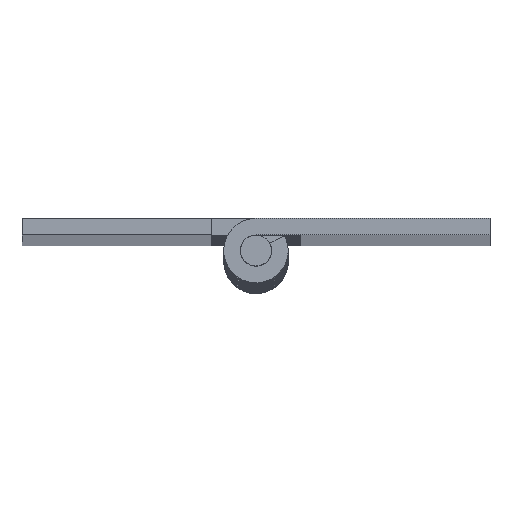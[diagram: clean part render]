
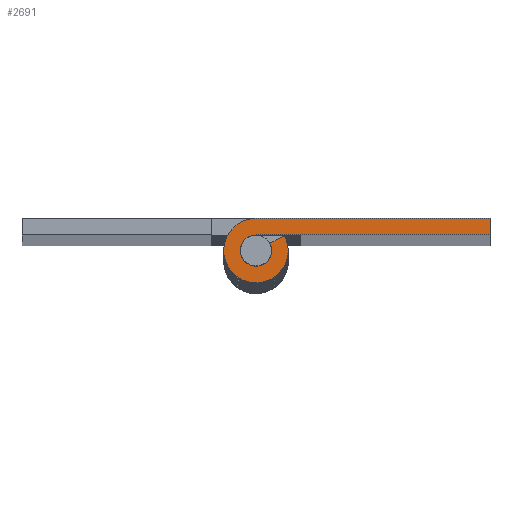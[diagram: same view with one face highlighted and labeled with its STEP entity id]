
A CAD part, top view. The second image highlights one B-rep face of the part: STEP entity #2691.
In plain terms, the highlighted free-form (B-spline) face has degree [1, 1] with [2, 2] control points.
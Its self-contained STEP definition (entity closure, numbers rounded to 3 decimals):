
#2614=CARTESIAN_POINT('',(-4.336,3.41,600.));
#2615=CARTESIAN_POINT('',(23.777,3.41,600.));
#2616=CARTESIAN_POINT('',(-4.336,-3.409,600.));
#2617=CARTESIAN_POINT('',(23.777,-3.409,600.));
#2618=B_SPLINE_SURFACE_WITH_KNOTS('',1,1,((#2614,#2616),(#2615,#2617)),.UNSPECIFIED.,.F.,.F.,.U.,(2,2),(2,2),(0.0,28.113),(0.0,6.819),.UNSPECIFIED.);
#2619=CARTESIAN_POINT('',(0.,1.5,600.));
#2620=VERTEX_POINT('',#2619);
#2621=CARTESIAN_POINT('',(22.5,1.5,600.));
#2622=VERTEX_POINT('',#2621);
#2623=CARTESIAN_POINT('',(0.,1.5,600.));
#2624=CARTESIAN_POINT('',(22.5,1.5,600.));
#2625=QUASI_UNIFORM_CURVE('',1,(#2623,#2624),.UNSPECIFIED.,.F.,.U.);
#2626=EDGE_CURVE('',#2620,#2622,#2625,.T.);
#2627=ORIENTED_EDGE('',*,*,#2626,.T.);
#2628=CARTESIAN_POINT('',(22.5,3.1,600.));
#2629=VERTEX_POINT('',#2628);
#2630=CARTESIAN_POINT('',(22.5,1.5,600.));
#2631=CARTESIAN_POINT('',(22.5,3.1,600.));
#2632=QUASI_UNIFORM_CURVE('',1,(#2630,#2631),.UNSPECIFIED.,.F.,.U.);
#2633=EDGE_CURVE('',#2622,#2629,#2632,.T.);
#2634=ORIENTED_EDGE('',*,*,#2633,.T.);
#2635=CARTESIAN_POINT('',(0.0,3.1,600.));
#2636=VERTEX_POINT('',#2635);
#2637=CARTESIAN_POINT('',(22.5,3.1,600.));
#2638=CARTESIAN_POINT('',(0.0,3.1,600.));
#2639=QUASI_UNIFORM_CURVE('',1,(#2637,#2638),.UNSPECIFIED.,.F.,.U.);
#2640=EDGE_CURVE('',#2629,#2636,#2639,.T.);
#2641=ORIENTED_EDGE('',*,*,#2640,.T.);
#2642=CARTESIAN_POINT('',(2.74,1.45,600.));
#2643=VERTEX_POINT('',#2642);
#2644=CARTESIAN_POINT('',(0.0,3.1,600.));
#2645=CARTESIAN_POINT('',(-2.356,3.1,600.));
#2646=CARTESIAN_POINT('',(-2.987,0.83,600.));
#2647=CARTESIAN_POINT('',(-3.618,-1.44,600.));
#2648=CARTESIAN_POINT('',(-1.599,-2.656,600.));
#2649=CARTESIAN_POINT('',(0.419,-3.871,600.));
#2650=CARTESIAN_POINT('',(2.131,-2.252,600.));
#2651=CARTESIAN_POINT('',(3.842,-0.632,600.));
#2652=CARTESIAN_POINT('',(2.74,1.45,600.));
#2660=(BOUNDED_CURVE()B_SPLINE_CURVE(2,(#2644,#2645,#2646,#2647,#2648,#2649,#2650,#2651,#2652),.UNSPECIFIED.,.F.,.U.)B_SPLINE_CURVE_WITH_KNOTS((3,2,2,2,3),(0.0,0.25,0.5,0.75,1.0),.UNSPECIFIED.)CURVE()GEOMETRIC_REPRESENTATION_ITEM()RATIONAL_B_SPLINE_CURVE((1.0,0.796,1.0,0.796,1.0,0.796,1.0,0.796,1.0))REPRESENTATION_ITEM(''));
#2661=EDGE_CURVE('',#2636,#2643,#2660,.T.);
#2662=ORIENTED_EDGE('',*,*,#2661,.T.);
#2663=CARTESIAN_POINT('',(1.326,0.702,600.));
#2664=VERTEX_POINT('',#2663);
#2665=CARTESIAN_POINT('',(2.74,1.45,600.));
#2666=CARTESIAN_POINT('',(1.326,0.702,600.));
#2667=QUASI_UNIFORM_CURVE('',1,(#2665,#2666),.UNSPECIFIED.,.F.,.U.);
#2668=EDGE_CURVE('',#2643,#2664,#2667,.T.);
#2669=ORIENTED_EDGE('',*,*,#2668,.T.);
#2670=CARTESIAN_POINT('',(0.0,1.5,600.));
#2671=CARTESIAN_POINT('',(-1.14,1.5,600.));
#2672=CARTESIAN_POINT('',(-1.445,0.402,600.));
#2673=CARTESIAN_POINT('',(-1.75,-0.697,600.));
#2674=CARTESIAN_POINT('',(-0.774,-1.285,600.));
#2675=CARTESIAN_POINT('',(0.203,-1.873,600.));
#2676=CARTESIAN_POINT('',(1.031,-1.09,600.));
#2677=CARTESIAN_POINT('',(1.859,-0.306,600.));
#2678=CARTESIAN_POINT('',(1.326,0.702,600.));
#2686=(BOUNDED_CURVE()B_SPLINE_CURVE(2,(#2670,#2671,#2672,#2673,#2674,#2675,#2676,#2677,#2678),.UNSPECIFIED.,.F.,.U.)B_SPLINE_CURVE_WITH_KNOTS((3,2,2,2,3),(0.0,0.25,0.5,0.75,1.0),.UNSPECIFIED.)CURVE()GEOMETRIC_REPRESENTATION_ITEM()RATIONAL_B_SPLINE_CURVE((1.0,0.796,1.0,0.796,1.0,0.796,1.0,0.796,1.0))REPRESENTATION_ITEM(''));
#2687=EDGE_CURVE('',#2620,#2664,#2686,.T.);
#2688=ORIENTED_EDGE('',*,*,#2687,.F.);
#2689=EDGE_LOOP('',(#2627,#2634,#2641,#2662,#2669,#2688));
#2690=FACE_OUTER_BOUND('',#2689,.T.);
#2691=ADVANCED_FACE('',(#2690),#2618,.F.);
